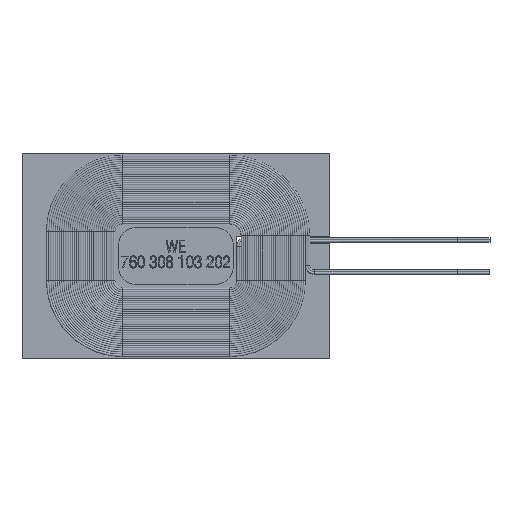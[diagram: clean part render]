
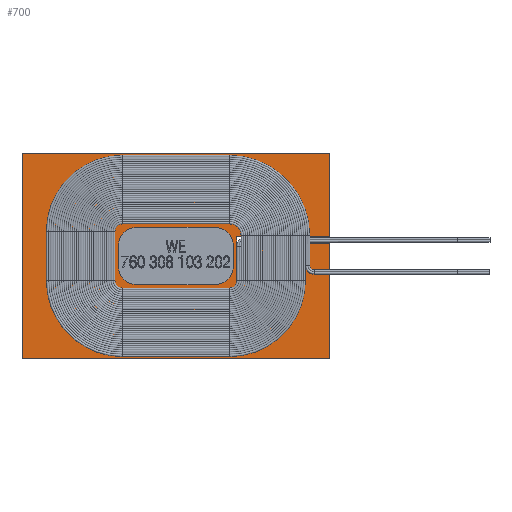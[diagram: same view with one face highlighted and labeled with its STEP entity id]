
A CAD part, top view. The second image highlights one B-rep face of the part: STEP entity #700.
In plain terms, the highlighted planar face has unit normal (0, 0, 1).
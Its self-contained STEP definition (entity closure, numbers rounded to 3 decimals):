
#700 = ADVANCED_FACE( '', ( #1688 ), #1689, .T. );
#1688 = FACE_OUTER_BOUND( '', #3033, .T. );
#1689 = PLANE( '', #3034 );
#3033 = EDGE_LOOP( '', ( #5215, #5216, #5217, #5218, #5219, #5220, #5221, #5222 ) );
#3034 = AXIS2_PLACEMENT_3D( '', #5223, #5224, #5225 );
#5215 = ORIENTED_EDGE( '', *, *, #8697, .T. );
#5216 = ORIENTED_EDGE( '', *, *, #9012, .T. );
#5217 = ORIENTED_EDGE( '', *, *, #9013, .T. );
#5218 = ORIENTED_EDGE( '', *, *, #9014, .T. );
#5219 = ORIENTED_EDGE( '', *, *, #9015, .T. );
#5220 = ORIENTED_EDGE( '', *, *, #9016, .T. );
#5221 = ORIENTED_EDGE( '', *, *, #9017, .T. );
#5222 = ORIENTED_EDGE( '', *, *, #9009, .T. );
#5223 = CARTESIAN_POINT( '', ( 0., 0., 0.13 ) );
#5224 = DIRECTION( '', ( 0., 0., 1. ) );
#5225 = DIRECTION( '', ( 1., 0., 0. ) );
#8697 = EDGE_CURVE( '', #10056, #10054, #10057, .T. );
#9009 = EDGE_CURVE( '', #10584, #10056, #10585, .T. );
#9012 = EDGE_CURVE( '', #10054, #10588, #10589, .T. );
#9013 = EDGE_CURVE( '', #10588, #10590, #10591, .T. );
#9014 = EDGE_CURVE( '', #10590, #10592, #10593, .T. );
#9015 = EDGE_CURVE( '', #10592, #10594, #10595, .T. );
#9016 = EDGE_CURVE( '', #10594, #10596, #10597, .T. );
#9017 = EDGE_CURVE( '', #10596, #10584, #10598, .T. );
#10054 = VERTEX_POINT( '', #11923 );
#10056 = VERTEX_POINT( '', #11926 );
#10057 = LINE( '', #11927, #11928 );
#10584 = VERTEX_POINT( '', #12914 );
#10585 = LINE( '', #12915, #12916 );
#10588 = VERTEX_POINT( '', #12920 );
#10589 = LINE( '', #12921, #12922 );
#10590 = VERTEX_POINT( '', #12923 );
#10591 = LINE( '', #12924, #12925 );
#10592 = VERTEX_POINT( '', #12926 );
#10593 = LINE( '', #12927, #12928 );
#10594 = VERTEX_POINT( '', #12929 );
#10595 = LINE( '', #12930, #12931 );
#10596 = VERTEX_POINT( '', #12932 );
#10597 = LINE( '', #12933, #12934 );
#10598 = LINE( '', #12935, #12936 );
#11923 = CARTESIAN_POINT( '', ( -24., -16., 0.13 ) );
#11926 = CARTESIAN_POINT( '', ( -24., 16., 0.13 ) );
#11927 = CARTESIAN_POINT( '', ( -24., 16., 0.13 ) );
#11928 = VECTOR( '', #15981, 1000. );
#12914 = CARTESIAN_POINT( '', ( 24., 16., 0.13 ) );
#12915 = CARTESIAN_POINT( '', ( 24., 16., 0.13 ) );
#12916 = VECTOR( '', #16479, 1000. );
#12920 = CARTESIAN_POINT( '', ( 24., -16., 0.13 ) );
#12921 = CARTESIAN_POINT( '', ( -24., -16., 0.13 ) );
#12922 = VECTOR( '', #16481, 1000. );
#12923 = CARTESIAN_POINT( '', ( 24., 2., 0.13 ) );
#12924 = CARTESIAN_POINT( '', ( 24., -16., 0.13 ) );
#12925 = VECTOR( '', #16482, 1000. );
#12926 = CARTESIAN_POINT( '', ( 9.5, 2., 0.13 ) );
#12927 = CARTESIAN_POINT( '', ( 9.5, 2., 0.13 ) );
#12928 = VECTOR( '', #16483, 1000. );
#12929 = CARTESIAN_POINT( '', ( 9.5, 3., 0.13 ) );
#12930 = CARTESIAN_POINT( '', ( 9.5, 3., 0.13 ) );
#12931 = VECTOR( '', #16484, 1000. );
#12932 = CARTESIAN_POINT( '', ( 24., 3., 0.13 ) );
#12933 = CARTESIAN_POINT( '', ( 24., 3., 0.13 ) );
#12934 = VECTOR( '', #16485, 1000. );
#12935 = CARTESIAN_POINT( '', ( 24., 3., 0.13 ) );
#12936 = VECTOR( '', #16486, 1000. );
#15981 = DIRECTION( '', ( 0., -1., 0. ) );
#16479 = DIRECTION( '', ( -1., 0., 0. ) );
#16481 = DIRECTION( '', ( 1., 0., 0. ) );
#16482 = DIRECTION( '', ( 0., 1., 0. ) );
#16483 = DIRECTION( '', ( -1., 0., 0. ) );
#16484 = DIRECTION( '', ( 0., 1., 0. ) );
#16485 = DIRECTION( '', ( 1., 0., 0. ) );
#16486 = DIRECTION( '', ( 0., 1., 0. ) );
